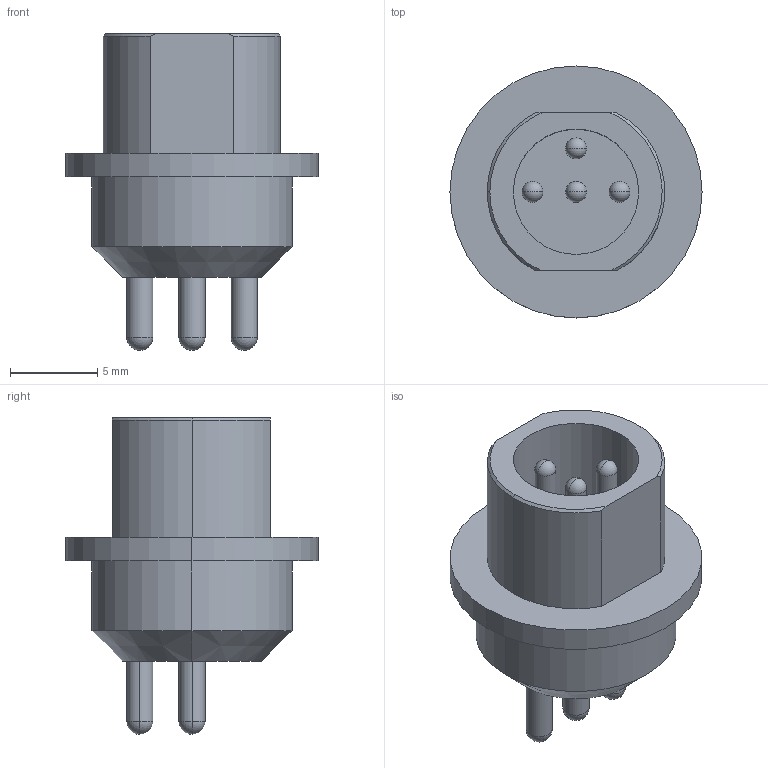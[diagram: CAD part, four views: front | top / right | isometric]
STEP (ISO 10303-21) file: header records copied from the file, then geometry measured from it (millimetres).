
FILE_DESCRIPTION (( 'STEP AP203' ), '1' );
FILE_NAME ('REAN K4MPR Buchse - J3DI.STEP', '2017-02-12T23:17:06', ( 'PC-User' ), ( '' ), 'SwSTEP 2.0', 'SolidWorks 2016', '' );
FILE_SCHEMA (( 'CONFIG_CONTROL_DESIGN' ));
Length unit declared in the file: millimetre
Products named in the file (1): REAN K4MPR Buchse - J3DI
Bounding box: 14.48 x 14.48 x 18.2 mm (x, y, z)
Volume: 1135.6 mm3; surface area: 1023.7 mm2
Topology: 1 solids, 1 shells, 53 faces, 141 edges, 85 vertices
Faces by surface type: cylinder 25, sphere 16, plane 7, cone 5
Entity records: 1507 total; most frequent: DIRECTION 284, CARTESIAN_POINT 244, ORIENTED_EDGE 218, AXIS2_PLACEMENT_3D 125, EDGE_CURVE 109, CIRCLE 71, VERTEX_POINT 69, EDGE_LOOP 64
